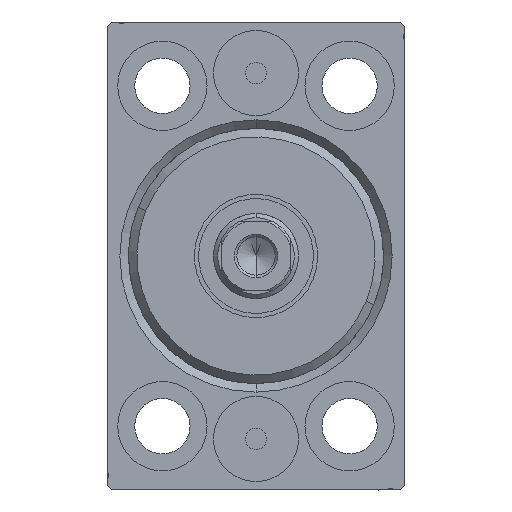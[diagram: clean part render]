
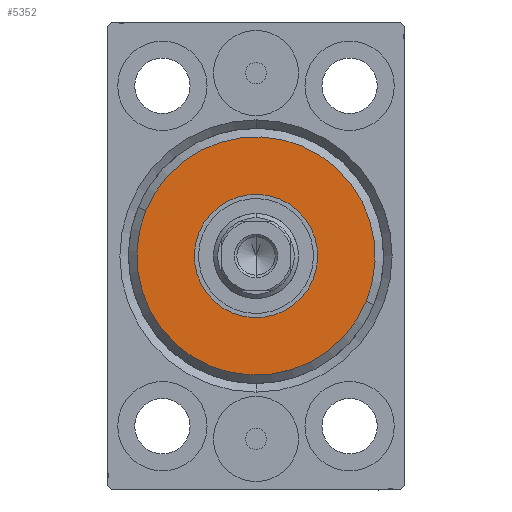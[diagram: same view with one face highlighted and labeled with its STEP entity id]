
A CAD part, left-side view. The second image highlights one B-rep face of the part: STEP entity #5352.
In plain terms, the highlighted face is planar.
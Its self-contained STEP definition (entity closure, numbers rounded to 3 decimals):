
#644 = DIRECTION ( 'NONE',  ( 1., 0., 0. ) ) ;
#667 = EDGE_CURVE ( 'NONE', #22429, #41072, #41917, .T. ) ;
#2210 = DIRECTION ( 'NONE',  ( 0., 0., -1. ) ) ;
#2815 = CARTESIAN_POINT ( 'NONE',  ( 3., 0., 0. ) ) ;
#3378 = DIRECTION ( 'NONE',  ( 1., 0., 0. ) ) ;
#3594 = CARTESIAN_POINT ( 'NONE',  ( 3., 0., 0. ) ) ;
#3750 = CARTESIAN_POINT ( 'NONE',  ( 3., 0., 14. ) ) ;
#5241 = FACE_OUTER_BOUND ( 'NONE', #14944, .T. ) ;
#5352 = ADVANCED_FACE ( 'NONE', ( #5241, #14004 ), #43709, .T. ) ;
#5452 = ORIENTED_EDGE ( 'NONE', *, *, #35776, .T. ) ;
#8485 = ORIENTED_EDGE ( 'NONE', *, *, #667, .T. ) ;
#9758 = CARTESIAN_POINT ( 'NONE',  ( 3., 0., -14. ) ) ;
#10389 = CARTESIAN_POINT ( 'NONE',  ( 3., 0., 0. ) ) ;
#12786 = DIRECTION ( 'NONE',  ( 1., 0., 0. ) ) ;
#13355 = DIRECTION ( 'NONE',  ( 0., 0., -1. ) ) ;
#13929 = DIRECTION ( 'NONE',  ( 0., 0., -1. ) ) ;
#14004 = FACE_BOUND ( 'NONE', #25412, .T. ) ;
#14307 = AXIS2_PLACEMENT_3D ( 'NONE', #2815, #12786, #26282 ) ;
#14608 = EDGE_CURVE ( 'NONE', #43655, #22209, #29421, .T. ) ;
#14944 = EDGE_LOOP ( 'NONE', ( #5452, #8485 ) ) ;
#15729 = AXIS2_PLACEMENT_3D ( 'NONE', #3594, #3378, #13355 ) ;
#17707 = DIRECTION ( 'NONE',  ( 0., 0., -1. ) ) ;
#18799 = AXIS2_PLACEMENT_3D ( 'NONE', #24558, #644, #17707 ) ;
#19593 = CARTESIAN_POINT ( 'NONE',  ( 3., 0., 7.25 ) ) ;
#22209 = VERTEX_POINT ( 'NONE', #26260 ) ;
#22429 = VERTEX_POINT ( 'NONE', #9758 ) ;
#24558 = CARTESIAN_POINT ( 'NONE',  ( 3., 0., 0. ) ) ;
#25412 = EDGE_LOOP ( 'NONE', ( #28422, #31297 ) ) ;
#25420 = CIRCLE ( 'NONE', #32532, 14. ) ;
#26260 = CARTESIAN_POINT ( 'NONE',  ( 3., 0., -7.25 ) ) ;
#26282 = DIRECTION ( 'NONE',  ( 0., 0., -1. ) ) ;
#26920 = EDGE_CURVE ( 'NONE', #22209, #43655, #28501, .T. ) ;
#27210 = DIRECTION ( 'NONE',  ( 1., 0., 0. ) ) ;
#28422 = ORIENTED_EDGE ( 'NONE', *, *, #26920, .F. ) ;
#28501 = CIRCLE ( 'NONE', #34162, 7.25 ) ;
#29421 = CIRCLE ( 'NONE', #18799, 7.25 ) ;
#31297 = ORIENTED_EDGE ( 'NONE', *, *, #14608, .F. ) ;
#32532 = AXIS2_PLACEMENT_3D ( 'NONE', #41483, #32559, #2210 ) ;
#32559 = DIRECTION ( 'NONE',  ( 1., 0., 0. ) ) ;
#34162 = AXIS2_PLACEMENT_3D ( 'NONE', #10389, #27210, #13929 ) ;
#35776 = EDGE_CURVE ( 'NONE', #41072, #22429, #25420, .T. ) ;
#41072 = VERTEX_POINT ( 'NONE', #3750 ) ;
#41483 = CARTESIAN_POINT ( 'NONE',  ( 3., 0., 0. ) ) ;
#41917 = CIRCLE ( 'NONE', #14307, 14. ) ;
#43655 = VERTEX_POINT ( 'NONE', #19593 ) ;
#43709 = PLANE ( 'NONE',  #15729 ) ;
